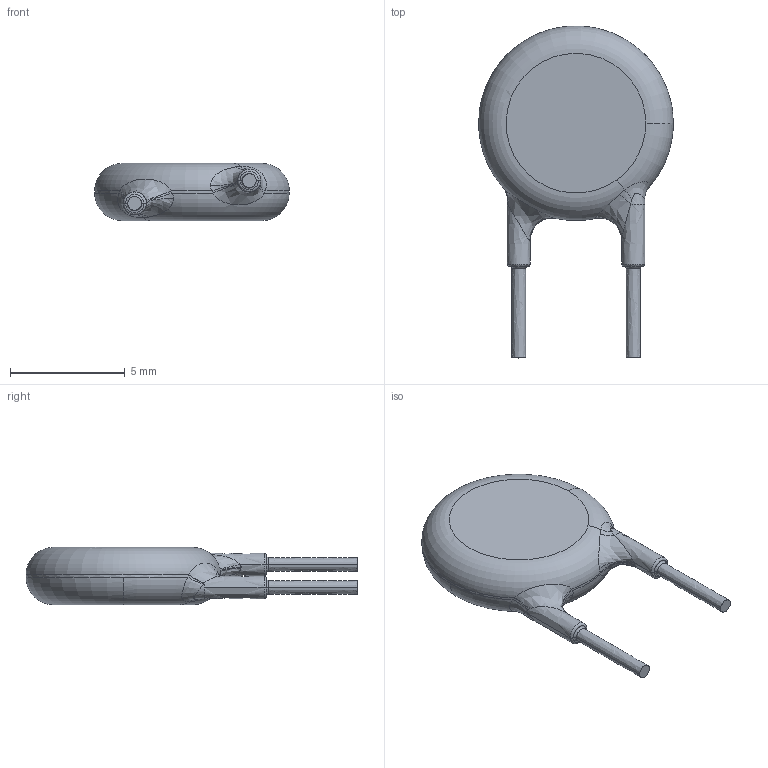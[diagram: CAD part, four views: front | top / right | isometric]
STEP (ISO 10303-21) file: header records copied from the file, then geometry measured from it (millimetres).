
FILE_DESCRIPTION((''),'2;1');
FILE_NAME('CDISK_P5X1_D8-5_TH2-5','2019-01-22T',('Dragos'),(''),'PRO/ENGINEER BY PARAMETRIC TECHNOLOGY CORPORATION, 2004440','PRO/ENGINEER BY PARAMETRIC TECHNOLOGY CORPORATION, 2004440','');
FILE_SCHEMA(('AUTOMOTIVE_DESIGN { 1 0 10303 214 1 1 1 1 }'));
Length unit declared in the file: millimetre
Products named in the file (1): CDISK_P5X1_D8-5_TH2-5
Bounding box: 8.5 x 14.5 x 2.5 mm (x, y, z)
Volume: 134.3 mm3; surface area: 183.9 mm2
Topology: 1 solids, 1 shells, 44 faces, 117 edges, 82 vertices
Faces by surface type: bspline 34, plane 4, torus 4, cylinder 2
Entity records: 3782 total; most frequent: CARTESIAN_POINT 2413, ORIENTED_EDGE 196, PRESENTATION_STYLE_ASSIGNMENT 131, STYLED_ITEM 125, CURVE_STYLE 124, DIRECTION 107, EDGE_CURVE 98, B_SPLINE_CURVE_WITH_KNOTS 64
